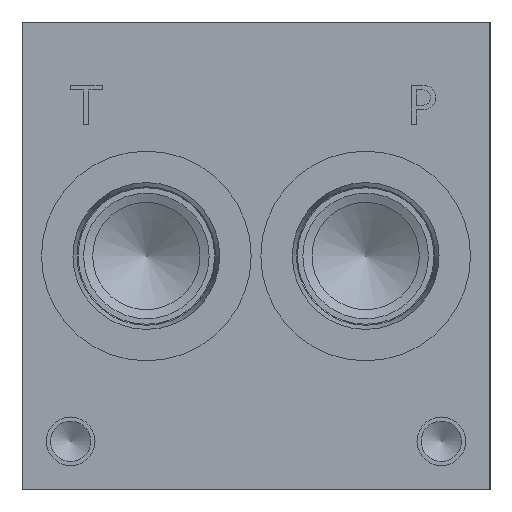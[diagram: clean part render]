
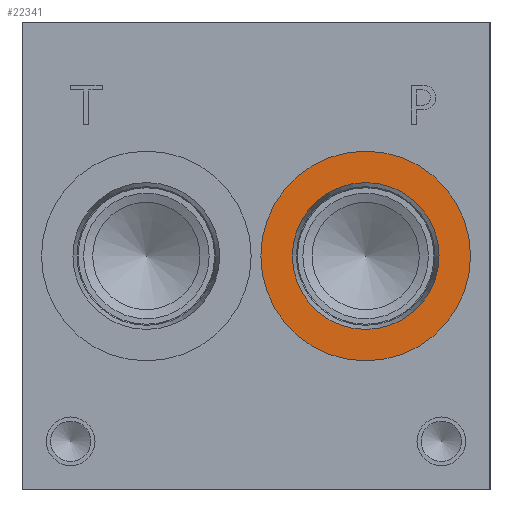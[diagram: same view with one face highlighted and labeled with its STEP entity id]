
A CAD part, left-side view. The second image highlights one B-rep face of the part: STEP entity #22341.
In plain terms, the highlighted planar face has unit normal (-1, 0, 0).
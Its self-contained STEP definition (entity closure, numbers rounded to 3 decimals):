
#786=CIRCLE('',#23680,17.069);
#787=CIRCLE('',#23681,17.069);
#788=CIRCLE('',#23683,11.951);
#789=CIRCLE('',#23684,11.951);
#1349=FACE_BOUND('',#4289,.T.);
#1968=PLANE('',#23682);
#2960=FACE_OUTER_BOUND('',#4288,.T.);
#4288=EDGE_LOOP('',(#19192,#19193));
#4289=EDGE_LOOP('',(#19194,#19195));
#10509=VERTEX_POINT('',#38170);
#10510=VERTEX_POINT('',#38172);
#10511=VERTEX_POINT('',#38176);
#10512=VERTEX_POINT('',#38177);
#13536=EDGE_CURVE('',#10509,#10510,#786,.T.);
#13537=EDGE_CURVE('',#10510,#10509,#787,.T.);
#13538=EDGE_CURVE('',#10511,#10512,#788,.T.);
#13539=EDGE_CURVE('',#10512,#10511,#789,.T.);
#19192=ORIENTED_EDGE('',*,*,#13537,.F.);
#19193=ORIENTED_EDGE('',*,*,#13536,.F.);
#19194=ORIENTED_EDGE('',*,*,#13538,.T.);
#19195=ORIENTED_EDGE('',*,*,#13539,.T.);
#22341=ADVANCED_FACE('',(#2960,#1349),#1968,.F.);
#23680=AXIS2_PLACEMENT_3D('',#38173,#28145,#28146);
#23681=AXIS2_PLACEMENT_3D('',#38174,#28147,#28148);
#23682=AXIS2_PLACEMENT_3D('',#38175,#28149,#28150);
#23683=AXIS2_PLACEMENT_3D('',#38178,#28151,#28152);
#23684=AXIS2_PLACEMENT_3D('',#38179,#28153,#28154);
#28145=DIRECTION('center_axis',(1.,0.,0.));
#28146=DIRECTION('ref_axis',(0.,0.,-1.));
#28147=DIRECTION('center_axis',(1.,0.,0.));
#28148=DIRECTION('ref_axis',(0.,0.,-1.));
#28149=DIRECTION('center_axis',(1.,0.,0.));
#28150=DIRECTION('ref_axis',(0.,0.,-1.));
#28151=DIRECTION('center_axis',(1.,0.,0.));
#28152=DIRECTION('ref_axis',(0.,0.,-1.));
#28153=DIRECTION('center_axis',(1.,0.,0.));
#28154=DIRECTION('ref_axis',(0.,0.,-1.));
#38170=CARTESIAN_POINT('',(0.787,20.244,21.031));
#38172=CARTESIAN_POINT('',(0.787,20.244,55.169));
#38173=CARTESIAN_POINT('Origin',(0.787,20.244,38.1));
#38174=CARTESIAN_POINT('Origin',(0.787,20.244,38.1));
#38175=CARTESIAN_POINT('Origin',(0.787,20.244,50.051));
#38176=CARTESIAN_POINT('',(0.787,20.244,50.051));
#38177=CARTESIAN_POINT('',(0.787,20.244,26.149));
#38178=CARTESIAN_POINT('Origin',(0.787,20.244,38.1));
#38179=CARTESIAN_POINT('Origin',(0.787,20.244,38.1));
